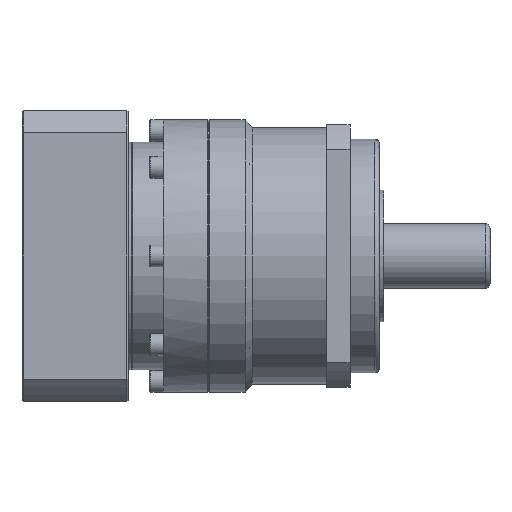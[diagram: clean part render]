
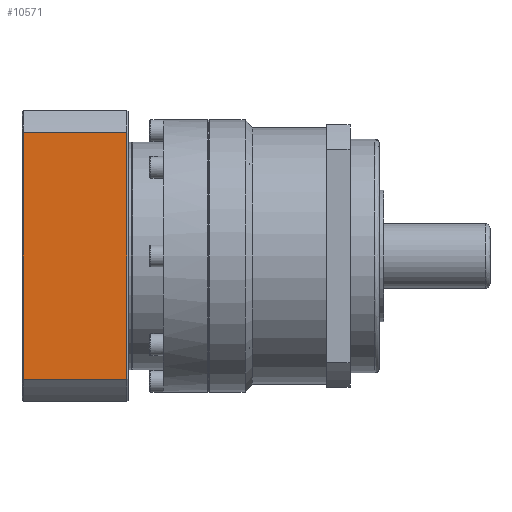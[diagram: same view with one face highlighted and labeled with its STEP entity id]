
A CAD part, front view. The second image highlights one B-rep face of the part: STEP entity #10571.
In plain terms, the highlighted planar face has unit normal (0, -1, 0).
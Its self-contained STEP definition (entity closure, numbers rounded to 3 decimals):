
#964 = DIRECTION ( 'NONE',  ( 0., 0., 1. ) ) ;
#1194 = AXIS2_PLACEMENT_3D ( 'NONE', #18145, #9197, #14261 ) ;
#2101 = LINE ( 'NONE', #12626, #9737 ) ;
#2391 = LINE ( 'NONE', #5543, #14453 ) ;
#4006 = VERTEX_POINT ( 'NONE', #14636 ) ;
#5543 = CARTESIAN_POINT ( 'NONE',  ( -25., -50., 4. ) ) ;
#7212 = EDGE_CURVE ( 'NONE', #14819, #16195, #2391, .T. ) ;
#8003 = LINE ( 'NONE', #11622, #11477 ) ;
#8086 = DIRECTION ( 'NONE',  ( -1., 0., 0. ) ) ;
#8983 = ORIENTED_EDGE ( 'NONE', *, *, #13297, .T. ) ;
#9197 = DIRECTION ( 'NONE',  ( 0., -1., 0. ) ) ;
#9308 = VERTEX_POINT ( 'NONE', #16862 ) ;
#9560 = CARTESIAN_POINT ( 'NONE',  ( -42.236, -50., 0. ) ) ;
#9737 = VECTOR ( 'NONE', #8086, 1000. ) ;
#10560 = ORIENTED_EDGE ( 'NONE', *, *, #15756, .T. ) ;
#10571 = ADVANCED_FACE ( 'NONE', ( #19283 ), #15075, .T. ) ;
#11477 = VECTOR ( 'NONE', #964, 1000. ) ;
#11563 = LINE ( 'NONE', #9560, #12964 ) ;
#11622 = CARTESIAN_POINT ( 'NONE',  ( 42.236, -50., 0. ) ) ;
#11996 = ORIENTED_EDGE ( 'NONE', *, *, #7212, .F. ) ;
#12473 = DIRECTION ( 'NONE',  ( 0., 0., -1. ) ) ;
#12626 = CARTESIAN_POINT ( 'NONE',  ( -50., -50., 39.5 ) ) ;
#12963 = EDGE_CURVE ( 'NONE', #4006, #9308, #2101, .T. ) ;
#12964 = VECTOR ( 'NONE', #12473, 1000. ) ;
#13200 = ORIENTED_EDGE ( 'NONE', *, *, #12963, .T. ) ;
#13297 = EDGE_CURVE ( 'NONE', #9308, #16195, #11563, .T. ) ;
#14261 = DIRECTION ( 'NONE',  ( 1., 0., 0. ) ) ;
#14453 = VECTOR ( 'NONE', #17520, 1000. ) ;
#14490 = CARTESIAN_POINT ( 'NONE',  ( -42.236, -50., 4. ) ) ;
#14636 = CARTESIAN_POINT ( 'NONE',  ( 42.236, -50., 39.5 ) ) ;
#14819 = VERTEX_POINT ( 'NONE', #17981 ) ;
#15075 = PLANE ( 'NONE',  #1194 ) ;
#15239 = EDGE_LOOP ( 'NONE', ( #13200, #8983, #11996, #10560 ) ) ;
#15756 = EDGE_CURVE ( 'NONE', #14819, #4006, #8003, .T. ) ;
#16195 = VERTEX_POINT ( 'NONE', #14490 ) ;
#16862 = CARTESIAN_POINT ( 'NONE',  ( -42.236, -50., 39.5 ) ) ;
#17520 = DIRECTION ( 'NONE',  ( -1., 0., 0. ) ) ;
#17981 = CARTESIAN_POINT ( 'NONE',  ( 42.236, -50., 4. ) ) ;
#18145 = CARTESIAN_POINT ( 'NONE',  ( -50., -50., 0. ) ) ;
#19283 = FACE_OUTER_BOUND ( 'NONE', #15239, .T. ) ;
